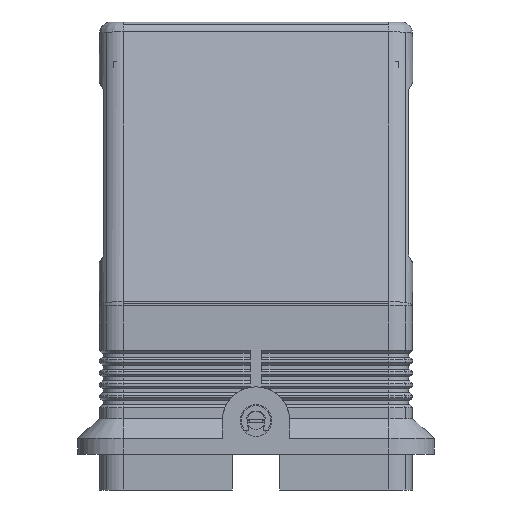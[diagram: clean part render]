
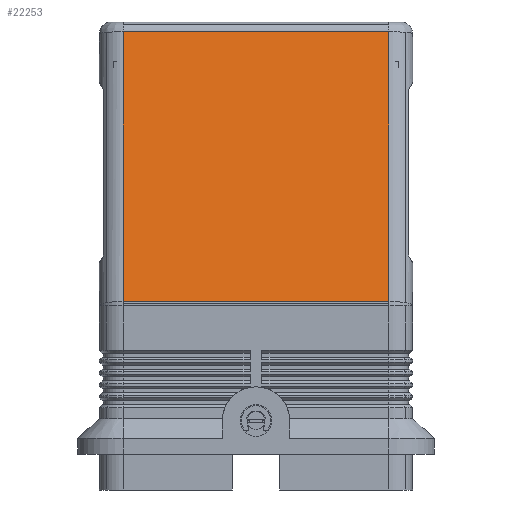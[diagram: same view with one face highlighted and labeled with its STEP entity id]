
A CAD part, left-side view. The second image highlights one B-rep face of the part: STEP entity #22253.
In plain terms, the highlighted planar face has unit normal (-0.984, 0, 0.18).
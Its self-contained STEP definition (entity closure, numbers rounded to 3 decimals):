
#327=CARTESIAN_POINT('',(-60.402,-33.5,47.536));
#328=VERTEX_POINT('',#327);
#336=CARTESIAN_POINT('',(-60.402,33.5,47.536));
#337=VERTEX_POINT('',#336);
#338=CARTESIAN_POINT('',(-60.402,-33.5,47.536));
#339=DIRECTION('',(0.0,1.0,0.0));
#340=VECTOR('',#339,67.);
#341=LINE('',#338,#340);
#342=EDGE_CURVE('',#328,#337,#341,.T.);
#21918=CARTESIAN_POINT('',(-47.95,-33.5,115.54));
#21919=VERTEX_POINT('',#21918);
#22028=CARTESIAN_POINT('',(-47.95,33.5,115.54));
#22029=VERTEX_POINT('',#22028);
#22065=CARTESIAN_POINT('',(-47.95,33.5,115.54));
#22066=DIRECTION('',(0.0,-1.0,0.0));
#22067=VECTOR('',#22066,67.);
#22068=LINE('',#22065,#22067);
#22069=EDGE_CURVE('',#22029,#21919,#22068,.T.);
#22088=CARTESIAN_POINT('',(-60.402,33.5,47.536));
#22089=DIRECTION('',(0.18,0.0,0.984));
#22090=VECTOR('',#22089,69.135);
#22091=LINE('',#22088,#22090);
#22092=EDGE_CURVE('',#337,#22029,#22091,.T.);
#22232=CARTESIAN_POINT('',(-47.95,-33.5,115.54));
#22233=DIRECTION('',(-0.18,0.0,-0.984));
#22234=VECTOR('',#22233,69.135);
#22235=LINE('',#22232,#22234);
#22236=EDGE_CURVE('',#21919,#328,#22235,.T.);
#22242=CARTESIAN_POINT('',(-47.5,0.0,118.0));
#22243=DIRECTION('',(-0.984,0.0,0.18));
#22244=DIRECTION('',(0.18,0.0,0.984));
#22245=AXIS2_PLACEMENT_3D('',#22242,#22243,#22244);
#22246=PLANE('',#22245);
#22247=ORIENTED_EDGE('',*,*,#22069,.F.);
#22248=ORIENTED_EDGE('',*,*,#22092,.F.);
#22249=ORIENTED_EDGE('',*,*,#342,.F.);
#22250=ORIENTED_EDGE('',*,*,#22236,.F.);
#22251=EDGE_LOOP('',(#22247,#22248,#22249,#22250));
#22252=FACE_OUTER_BOUND('',#22251,.T.);
#22253=ADVANCED_FACE('',(#22252),#22246,.T.);
